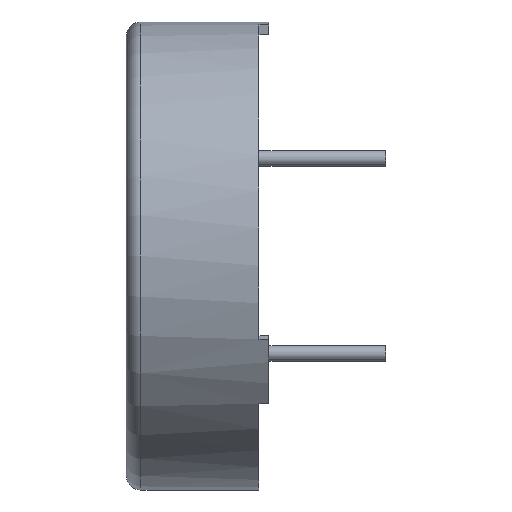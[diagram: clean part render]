
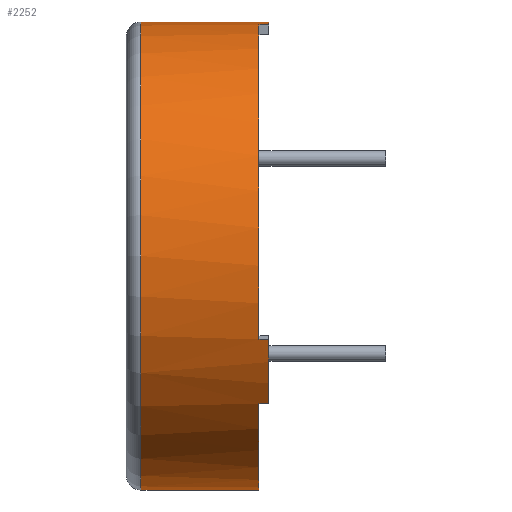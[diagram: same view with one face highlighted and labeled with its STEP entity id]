
A CAD part, left-side view. The second image highlights one B-rep face of the part: STEP entity #2252.
In plain terms, the highlighted cylindrical face has radius 12 mm (diameter 24 mm), a partial arc.
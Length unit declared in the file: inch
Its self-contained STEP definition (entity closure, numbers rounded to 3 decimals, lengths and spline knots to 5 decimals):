
#27 = DIRECTION ( 'NONE',  ( 0., -1., 0. ) ) ;
#48 = AXIS2_PLACEMENT_3D ( 'NONE', #2117, #745, #1232 ) ;
#107 = CARTESIAN_POINT ( 'NONE',  ( -0.0748, -0.01969, 0.46648 ) ) ;
#112 = CARTESIAN_POINT ( 'NONE',  ( -0.44139, -0.01969, -0.16846 ) ) ;
#138 = CARTESIAN_POINT ( 'NONE',  ( 0., 0., -0.47244 ) ) ;
#193 = CARTESIAN_POINT ( 'NONE',  ( -0.44139, -0.01969, -0.16846 ) ) ;
#203 = EDGE_CURVE ( 'NONE', #1242, #672, #1841, .T. ) ;
#213 = CARTESIAN_POINT ( 'NONE',  ( 0., 0., 0. ) ) ;
#235 = ORIENTED_EDGE ( 'NONE', *, *, #921, .F. ) ;
#238 = VERTEX_POINT ( 'NONE', #631 ) ;
#247 = ORIENTED_EDGE ( 'NONE', *, *, #248, .F. ) ;
#248 = EDGE_CURVE ( 'NONE', #462, #1559, #1400, .T. ) ;
#294 = CIRCLE ( 'NONE', #2184, 0.47244 ) ;
#316 = CARTESIAN_POINT ( 'NONE',  ( -0.0748, -0.01969, 0.46648 ) ) ;
#341 = LINE ( 'NONE', #1017, #570 ) ;
#355 = CARTESIAN_POINT ( 'NONE',  ( 0., -0.01969, 0. ) ) ;
#395 = VECTOR ( 'NONE', #2043, 39.37008 ) ;
#407 = DIRECTION ( 'NONE',  ( 0., 0., -1. ) ) ;
#420 = VERTEX_POINT ( 'NONE', #1098 ) ;
#428 = EDGE_CURVE ( 'NONE', #1039, #238, #1991, .T. ) ;
#462 = VERTEX_POINT ( 'NONE', #490 ) ;
#473 = DIRECTION ( 'NONE',  ( 0., 1., 0. ) ) ;
#490 = CARTESIAN_POINT ( 'NONE',  ( 0., -0.01969, 0.47244 ) ) ;
#570 = VECTOR ( 'NONE', #1722, 39.37008 ) ;
#631 = CARTESIAN_POINT ( 'NONE',  ( -0.36658, 0., -0.29802 ) ) ;
#672 = VERTEX_POINT ( 'NONE', #1755 ) ;
#745 = DIRECTION ( 'NONE',  ( 0., -1., 0. ) ) ;
#749 = ORIENTED_EDGE ( 'NONE', *, *, #1119, .T. ) ;
#769 = ORIENTED_EDGE ( 'NONE', *, *, #203, .T. ) ;
#791 = CARTESIAN_POINT ( 'NONE',  ( 0., -0.01969, 0. ) ) ;
#818 = LINE ( 'NONE', #1815, #1671 ) ;
#824 = AXIS2_PLACEMENT_3D ( 'NONE', #213, #919, #1795 ) ;
#826 = ORIENTED_EDGE ( 'NONE', *, *, #2222, .T. ) ;
#864 = EDGE_CURVE ( 'NONE', #2038, #238, #341, .T. ) ;
#919 = DIRECTION ( 'NONE',  ( 0., 1., 0. ) ) ;
#921 = EDGE_CURVE ( 'NONE', #1559, #420, #971, .T. ) ;
#931 = CIRCLE ( 'NONE', #2106, 0.47244 ) ;
#947 = DIRECTION ( 'NONE',  ( 0., -1., 0. ) ) ;
#951 = DIRECTION ( 'NONE',  ( 0., 0., 1. ) ) ;
#952 = VERTEX_POINT ( 'NONE', #973 ) ;
#954 = DIRECTION ( 'NONE',  ( 0.866, 0., 0.5 ) ) ;
#971 = LINE ( 'NONE', #316, #395 ) ;
#973 = CARTESIAN_POINT ( 'NONE',  ( 0., 0.23819, -0.47244 ) ) ;
#982 = EDGE_CURVE ( 'NONE', #952, #1039, #818, .T. ) ;
#1003 = ORIENTED_EDGE ( 'NONE', *, *, #1227, .F. ) ;
#1014 = CARTESIAN_POINT ( 'NONE',  ( -0.36658, -0.01969, -0.29802 ) ) ;
#1017 = CARTESIAN_POINT ( 'NONE',  ( -0.36658, -0.01969, -0.29802 ) ) ;
#1032 = DIRECTION ( 'NONE',  ( 0., -1., 0. ) ) ;
#1039 = VERTEX_POINT ( 'NONE', #138 ) ;
#1050 = EDGE_LOOP ( 'NONE', ( #1581, #826, #1725, #1095, #2157, #1003, #769, #749, #235, #247 ) ) ;
#1062 = FACE_OUTER_BOUND ( 'NONE', #1050, .T. ) ;
#1095 = ORIENTED_EDGE ( 'NONE', *, *, #428, .T. ) ;
#1098 = CARTESIAN_POINT ( 'NONE',  ( -0.0748, 0., 0.46648 ) ) ;
#1119 = EDGE_CURVE ( 'NONE', #672, #420, #931, .T. ) ;
#1192 = VECTOR ( 'NONE', #1802, 39.37008 ) ;
#1227 = EDGE_CURVE ( 'NONE', #1242, #2038, #294, .T. ) ;
#1230 = CYLINDRICAL_SURFACE ( 'NONE', #1341, 0.47244 ) ;
#1232 = DIRECTION ( 'NONE',  ( 0., 0., 1. ) ) ;
#1242 = VERTEX_POINT ( 'NONE', #193 ) ;
#1341 = AXIS2_PLACEMENT_3D ( 'NONE', #2114, #27, #407 ) ;
#1400 = CIRCLE ( 'NONE', #2213, 0.47244 ) ;
#1461 = EDGE_CURVE ( 'NONE', #1544, #462, #1945, .T. ) ;
#1490 = CIRCLE ( 'NONE', #48, 0.47244 ) ;
#1505 = CARTESIAN_POINT ( 'NONE',  ( 0., 0., 0. ) ) ;
#1517 = VECTOR ( 'NONE', #473, 39.37008 ) ;
#1544 = VERTEX_POINT ( 'NONE', #1647 ) ;
#1559 = VERTEX_POINT ( 'NONE', #107 ) ;
#1581 = ORIENTED_EDGE ( 'NONE', *, *, #1461, .F. ) ;
#1635 = CARTESIAN_POINT ( 'NONE',  ( 0., 0.26772, 0.47244 ) ) ;
#1647 = CARTESIAN_POINT ( 'NONE',  ( 0., 0.23819, 0.47244 ) ) ;
#1671 = VECTOR ( 'NONE', #947, 39.37008 ) ;
#1678 = DIRECTION ( 'NONE',  ( 0., -1., 0. ) ) ;
#1722 = DIRECTION ( 'NONE',  ( 0., 1., 0. ) ) ;
#1725 = ORIENTED_EDGE ( 'NONE', *, *, #982, .T. ) ;
#1736 = DIRECTION ( 'NONE',  ( -0.866, 0., 0.5 ) ) ;
#1755 = CARTESIAN_POINT ( 'NONE',  ( -0.44139, 0., -0.16846 ) ) ;
#1795 = DIRECTION ( 'NONE',  ( 0., 0., 1. ) ) ;
#1802 = DIRECTION ( 'NONE',  ( 0., -1., 0. ) ) ;
#1815 = CARTESIAN_POINT ( 'NONE',  ( 0., 0.26772, -0.47244 ) ) ;
#1829 = DIRECTION ( 'NONE',  ( 0., 1., 0. ) ) ;
#1841 = LINE ( 'NONE', #112, #1517 ) ;
#1945 = LINE ( 'NONE', #1635, #1192 ) ;
#1991 = CIRCLE ( 'NONE', #824, 0.47244 ) ;
#2038 = VERTEX_POINT ( 'NONE', #1014 ) ;
#2043 = DIRECTION ( 'NONE',  ( 0., 1., 0. ) ) ;
#2106 = AXIS2_PLACEMENT_3D ( 'NONE', #1505, #1829, #951 ) ;
#2114 = CARTESIAN_POINT ( 'NONE',  ( 0., 0.26772, 0. ) ) ;
#2117 = CARTESIAN_POINT ( 'NONE',  ( 0., 0.23819, 0. ) ) ;
#2157 = ORIENTED_EDGE ( 'NONE', *, *, #864, .F. ) ;
#2184 = AXIS2_PLACEMENT_3D ( 'NONE', #355, #1032, #1736 ) ;
#2213 = AXIS2_PLACEMENT_3D ( 'NONE', #791, #1678, #954 ) ;
#2222 = EDGE_CURVE ( 'NONE', #1544, #952, #1490, .T. ) ;
#2252 = ADVANCED_FACE ( 'NONE', ( #1062 ), #1230, .T. ) ;
